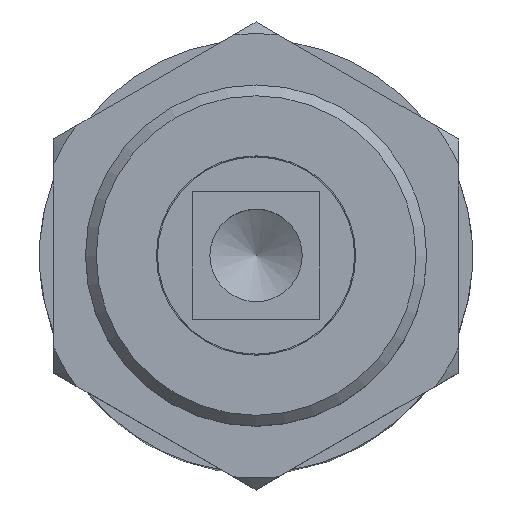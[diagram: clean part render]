
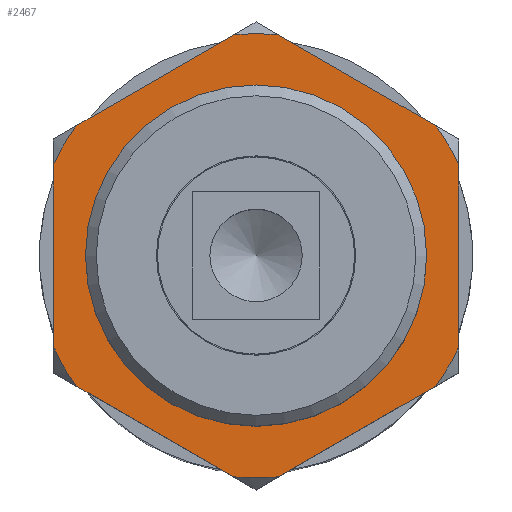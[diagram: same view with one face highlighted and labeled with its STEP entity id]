
A CAD part, top view. The second image highlights one B-rep face of the part: STEP entity #2467.
In plain terms, the highlighted planar face has unit normal (0, 0, 1).
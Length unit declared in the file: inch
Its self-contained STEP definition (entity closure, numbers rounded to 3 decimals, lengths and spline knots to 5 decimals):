
#484=CARTESIAN_POINT('',(-0.25,0.,3.66278));
#485=VERTEX_POINT('',#484);
#486=CARTESIAN_POINT('',(0.0,0.,3.66278));
#487=DIRECTION('',(0.0,0.0,1.0));
#488=DIRECTION('',(1.0,0.0,0.0));
#489=AXIS2_PLACEMENT_3D('',#486,#487,#488);
#490=CIRCLE('',#489,0.25);
#491=EDGE_CURVE('',#485,#485,#490,.T.);
#1685=CARTESIAN_POINT('',(-0.33249,0.23989,3.66278));
#1686=VERTEX_POINT('',#1685);
#1700=CARTESIAN_POINT('',(-0.374,0.168,3.66278));
#1701=VERTEX_POINT('',#1700);
#1715=CARTESIAN_POINT('',(0.0,0.,3.66278));
#1716=DIRECTION('',(0.0,0.0,1.0));
#1717=DIRECTION('',(1.0,0.0,0.0));
#1718=AXIS2_PLACEMENT_3D('',#1715,#1716,#1717);
#1719=CIRCLE('',#1718,0.41);
#1720=EDGE_CURVE('',#1686,#1701,#1719,.T.);
#1732=CARTESIAN_POINT('',(0.04151,0.40789,3.66278));
#1733=VERTEX_POINT('',#1732);
#1747=CARTESIAN_POINT('',(-0.04151,0.40789,3.66278));
#1748=VERTEX_POINT('',#1747);
#1762=CARTESIAN_POINT('',(0.0,0.,3.66278));
#1763=DIRECTION('',(0.0,0.0,1.0));
#1764=DIRECTION('',(1.0,0.0,0.0));
#1765=AXIS2_PLACEMENT_3D('',#1762,#1763,#1764);
#1766=CIRCLE('',#1765,0.41);
#1767=EDGE_CURVE('',#1733,#1748,#1766,.T.);
#1779=CARTESIAN_POINT('',(0.374,0.168,3.66278));
#1780=VERTEX_POINT('',#1779);
#1794=CARTESIAN_POINT('',(0.33249,0.23989,3.66278));
#1795=VERTEX_POINT('',#1794);
#1809=CARTESIAN_POINT('',(0.0,0.,3.66278));
#1810=DIRECTION('',(0.0,0.0,1.0));
#1811=DIRECTION('',(1.0,0.0,0.0));
#1812=AXIS2_PLACEMENT_3D('',#1809,#1810,#1811);
#1813=CIRCLE('',#1812,0.41);
#1814=EDGE_CURVE('',#1780,#1795,#1813,.T.);
#1826=CARTESIAN_POINT('',(0.33249,-0.23989,3.66278));
#1827=VERTEX_POINT('',#1826);
#1841=CARTESIAN_POINT('',(0.374,-0.168,3.66278));
#1842=VERTEX_POINT('',#1841);
#1856=CARTESIAN_POINT('',(0.0,0.,3.66278));
#1857=DIRECTION('',(0.0,0.0,1.0));
#1858=DIRECTION('',(1.0,0.0,0.0));
#1859=AXIS2_PLACEMENT_3D('',#1856,#1857,#1858);
#1860=CIRCLE('',#1859,0.41);
#1861=EDGE_CURVE('',#1827,#1842,#1860,.T.);
#1871=CARTESIAN_POINT('',(-0.33249,-0.23989,3.66278));
#1872=VERTEX_POINT('',#1871);
#1888=CARTESIAN_POINT('',(-0.374,-0.168,3.66278));
#1889=VERTEX_POINT('',#1888);
#1890=CARTESIAN_POINT('',(0.0,0.,3.66278));
#1891=DIRECTION('',(0.0,0.0,1.0));
#1892=DIRECTION('',(1.0,0.0,0.0));
#1893=AXIS2_PLACEMENT_3D('',#1890,#1891,#1892);
#1894=CIRCLE('',#1893,0.41);
#1895=EDGE_CURVE('',#1889,#1872,#1894,.T.);
#1920=CARTESIAN_POINT('',(-0.04151,-0.40789,3.66278));
#1921=VERTEX_POINT('',#1920);
#1935=CARTESIAN_POINT('',(0.04151,-0.40789,3.66278));
#1936=VERTEX_POINT('',#1935);
#1950=CARTESIAN_POINT('',(0.0,0.,3.66278));
#1951=DIRECTION('',(0.0,0.0,1.0));
#1952=DIRECTION('',(1.0,0.0,0.0));
#1953=AXIS2_PLACEMENT_3D('',#1950,#1951,#1952);
#1954=CIRCLE('',#1953,0.41);
#1955=EDGE_CURVE('',#1921,#1936,#1954,.T.);
#2253=CARTESIAN_POINT('',(0.04151,-0.40789,3.66278));
#2254=DIRECTION('',(0.866,0.5,0.0));
#2255=VECTOR('',#2254,0.336);
#2256=LINE('',#2253,#2255);
#2257=EDGE_CURVE('',#1936,#1827,#2256,.T.);
#2286=CARTESIAN_POINT('',(0.374,-0.168,3.66278));
#2287=DIRECTION('',(0.0,1.0,0.0));
#2288=VECTOR('',#2287,0.336);
#2289=LINE('',#2286,#2288);
#2290=EDGE_CURVE('',#1842,#1780,#2289,.T.);
#2319=CARTESIAN_POINT('',(0.33249,0.23989,3.66278));
#2320=DIRECTION('',(-0.866,0.5,0.0));
#2321=VECTOR('',#2320,0.336);
#2322=LINE('',#2319,#2321);
#2323=EDGE_CURVE('',#1795,#1733,#2322,.T.);
#2352=CARTESIAN_POINT('',(-0.04151,0.40789,3.66278));
#2353=DIRECTION('',(-0.866,-0.5,0.0));
#2354=VECTOR('',#2353,0.336);
#2355=LINE('',#2352,#2354);
#2356=EDGE_CURVE('',#1748,#1686,#2355,.T.);
#2391=CARTESIAN_POINT('',(-0.33249,-0.23989,3.66278));
#2392=DIRECTION('',(0.866,-0.5,0.0));
#2393=VECTOR('',#2392,0.336);
#2394=LINE('',#2391,#2393);
#2395=EDGE_CURVE('',#1872,#1921,#2394,.T.);
#2440=CARTESIAN_POINT('',(0.48088,0.,3.66278));
#2441=DIRECTION('',(0.0,0.0,1.0));
#2442=DIRECTION('',(1.0,0.0,0.0));
#2443=AXIS2_PLACEMENT_3D('',#2440,#2441,#2442);
#2444=PLANE('',#2443);
#2445=ORIENTED_EDGE('',*,*,#1955,.T.);
#2446=ORIENTED_EDGE('',*,*,#2257,.T.);
#2447=ORIENTED_EDGE('',*,*,#1861,.T.);
#2448=ORIENTED_EDGE('',*,*,#2290,.T.);
#2449=ORIENTED_EDGE('',*,*,#1814,.T.);
#2450=ORIENTED_EDGE('',*,*,#2323,.T.);
#2451=ORIENTED_EDGE('',*,*,#1767,.T.);
#2452=ORIENTED_EDGE('',*,*,#2356,.T.);
#2453=ORIENTED_EDGE('',*,*,#1720,.T.);
#2454=CARTESIAN_POINT('',(-0.374,0.168,3.66278));
#2455=DIRECTION('',(0.0,-1.0,0.0));
#2456=VECTOR('',#2455,0.336);
#2457=LINE('',#2454,#2456);
#2458=EDGE_CURVE('',#1701,#1889,#2457,.T.);
#2459=ORIENTED_EDGE('',*,*,#2458,.T.);
#2460=ORIENTED_EDGE('',*,*,#1895,.T.);
#2461=ORIENTED_EDGE('',*,*,#2395,.T.);
#2462=EDGE_LOOP('',(#2445,#2446,#2447,#2448,#2449,#2450,#2451,#2452,#2453,#2459,#2460,#2461));
#2463=FACE_OUTER_BOUND('',#2462,.T.);
#2464=ORIENTED_EDGE('',*,*,#491,.F.);
#2465=EDGE_LOOP('',(#2464));
#2466=FACE_BOUND('',#2465,.T.);
#2467=ADVANCED_FACE('',(#2463,#2466),#2444,.T.);
